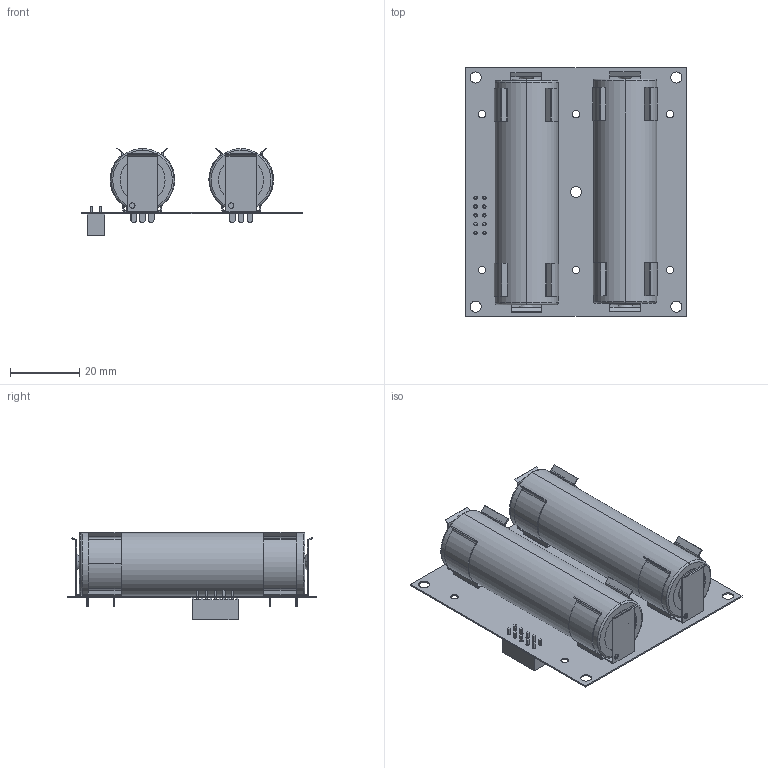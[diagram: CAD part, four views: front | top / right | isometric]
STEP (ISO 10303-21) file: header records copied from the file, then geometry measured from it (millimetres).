
FILE_DESCRIPTION(('Open CASCADE Model'),'2;1');
FILE_NAME('Open CASCADE Shape Model','2021-03-21T10:24:45',('Author'),( 'Open CASCADE'),'Open CASCADE STEP processor 6.8','Open CASCADE 6.8' ,'Unknown');
FILE_SCHEMA(('AUTOMOTIVE_DESIGN { 1 0 10303 214 1 1 1 1 }'));
Length unit declared in the file: millimetre
Products named in the file (10): PCB; Boardboard_layout; Battery_1board_layout; KEYSTONE_54; User_Library-18650_battery; Battery_2board_layout; P1board_layout; IPT1-105-01-L-D; _IPT1-105-01-L-D_terminal; _IPT1-105-01-D_pin
Assembly tree (13 placements, depth 4):
  PCB
    Boardboard_layout
    Battery_1board_layout
      KEYSTONE_54  x2
      User_Library-18650_battery
    Battery_2board_layout
      KEYSTONE_54  x2
      User_Library-18650_battery
    P1board_layout
      IPT1-105-01-L-D
        _IPT1-105-01-L-D_terminal
        _IPT1-105-01-D_pin
Bounding box: 63.7 x 71.86 x 25.38 mm (x, y, z)
Volume: 36615 mm3; surface area: 24374.4 mm2
Topology: 9 solids, 9 shells, 545 faces, 1485 edges, 982 vertices
Faces by surface type: plane 366, cylinder 159, torus 12, revolution 8
Full cylindrical faces by diameter (mm): 1 x10, 1.83 x12, 2.2 x6, 3.2 x5
Entity records: 11305 total; most frequent: CARTESIAN_POINT 1941, ORIENTED_EDGE 1886, DIRECTION 1823, EDGE_CURVE 943, LINE 775, VECTOR 775, VERTEX_POINT 627, AXIS2_PLACEMENT_3D 523
